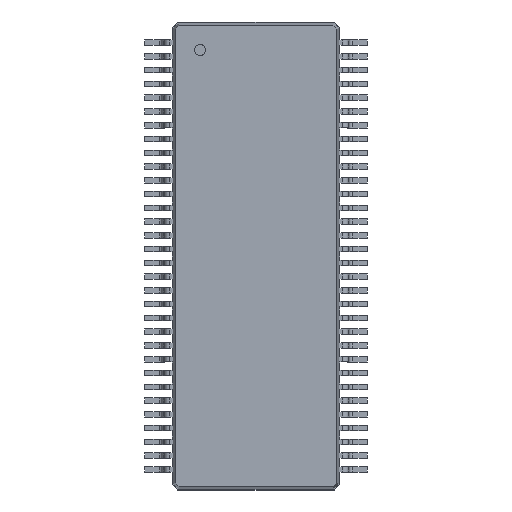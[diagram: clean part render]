
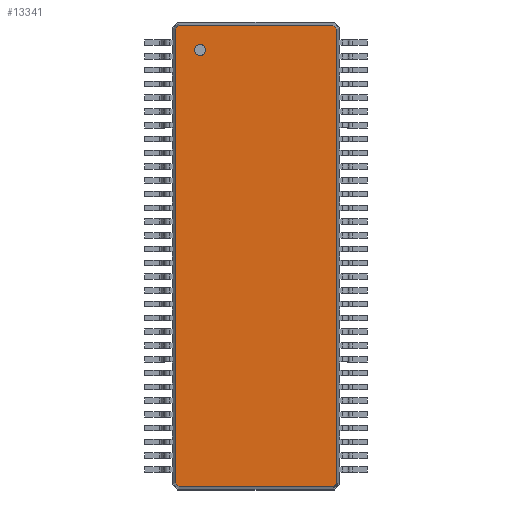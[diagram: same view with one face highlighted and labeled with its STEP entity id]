
A CAD part, top view. The second image highlights one B-rep face of the part: STEP entity #13341.
In plain terms, the highlighted planar face has unit normal (0, 0, 1).
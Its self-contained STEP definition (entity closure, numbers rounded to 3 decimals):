
#27=VECTOR('',#28,1.);
#28=DIRECTION('',(1.,0.,0.));
#51=VECTOR('',#52,1.);
#52=DIRECTION('',(0.707,-0.707,0.));
#58=VECTOR('',#59,1.);
#59=DIRECTION('',(0.,-1.,0.));
#65=VECTOR('',#66,1.);
#66=DIRECTION('',(-0.707,-0.707,0.));
#72=VECTOR('',#73,1.);
#73=DIRECTION('',(-1.,0.,0.));
#79=VECTOR('',#80,1.);
#80=DIRECTION('',(-0.707,0.707,0.));
#86=VECTOR('',#87,1.);
#87=DIRECTION('',(0.,1.,0.));
#91=VECTOR('',#92,1.);
#92=DIRECTION('',(0.707,0.707,0.));
#791=DIRECTION('',(0.,0.,-1.));
#3648=VERTEX_POINT('',#3649);
#3649=CARTESIAN_POINT('',(-2.929,8.239,1.2));
#3652=EDGE_CURVE('',#3653,#3648,#3655,.T.);
#3653=VERTEX_POINT('',#3654);
#3654=CARTESIAN_POINT('',(-2.929,-8.239,1.2));
#3655=LINE('',#3654,#86);
#3666=VERTEX_POINT('',#3667);
#3667=CARTESIAN_POINT('',(-2.789,8.379,1.2));
#3670=EDGE_CURVE('',#3648,#3666,#3671,.T.);
#3671=LINE('',#3649,#91);
#3680=VERTEX_POINT('',#3681);
#3681=CARTESIAN_POINT('',(2.789,8.379,1.2));
#3684=EDGE_CURVE('',#3666,#3680,#3685,.T.);
#3685=LINE('',#3667,#27);
#3694=VERTEX_POINT('',#3695);
#3695=CARTESIAN_POINT('',(2.929,8.239,1.2));
#3698=EDGE_CURVE('',#3680,#3694,#3699,.T.);
#3699=LINE('',#3681,#51);
#3964=VERTEX_POINT('',#3965);
#3965=CARTESIAN_POINT('',(2.929,-8.239,1.2));
#3968=EDGE_CURVE('',#3694,#3964,#3969,.T.);
#3969=LINE('',#3695,#58);
#13341=ADVANCED_FACE('',(#13342,#13362),#13372,.F.);
#13342=FACE_BOUND('',#13343,.F.);
#13343=EDGE_LOOP('',(#13344,#13345,#13346,#13347,#13352,#13357,#13360,#13361));
#13344=ORIENTED_EDGE('',*,*,#3684,.T.);
#13345=ORIENTED_EDGE('',*,*,#3698,.T.);
#13346=ORIENTED_EDGE('',*,*,#3968,.T.);
#13347=ORIENTED_EDGE('',*,*,#13348,.T.);
#13348=EDGE_CURVE('',#3964,#13349,#13351,.T.);
#13349=VERTEX_POINT('',#13350);
#13350=CARTESIAN_POINT('',(2.789,-8.379,1.2));
#13351=LINE('',#3965,#65);
#13352=ORIENTED_EDGE('',*,*,#13353,.T.);
#13353=EDGE_CURVE('',#13349,#13354,#13356,.T.);
#13354=VERTEX_POINT('',#13355);
#13355=CARTESIAN_POINT('',(-2.789,-8.379,1.2));
#13356=LINE('',#13350,#72);
#13357=ORIENTED_EDGE('',*,*,#13358,.T.);
#13358=EDGE_CURVE('',#13354,#3653,#13359,.T.);
#13359=LINE('',#13355,#79);
#13360=ORIENTED_EDGE('',*,*,#3652,.T.);
#13361=ORIENTED_EDGE('',*,*,#3670,.T.);
#13362=FACE_BOUND('',#13363,.F.);
#13363=EDGE_LOOP('',(#13364));
#13364=ORIENTED_EDGE('',*,*,#13365,.F.);
#13365=EDGE_CURVE('',#13366,#13366,#13368,.T.);
#13366=VERTEX_POINT('',#13367);
#13367=CARTESIAN_POINT('',(-2.029,7.279,1.2));
#13368=CIRCLE('',#13369,0.2);
#13369=AXIS2_PLACEMENT_3D('',#13370,#13371,#59);
#13370=CARTESIAN_POINT('',(-2.029,7.479,1.2));
#13371=DIRECTION('',(0.,-0.,-1.));
#13372=PLANE('',#13373);
#13373=AXIS2_PLACEMENT_3D('',#3667,#791,#13374);
#13374=DIRECTION('',(0.316,-0.949,0.));
